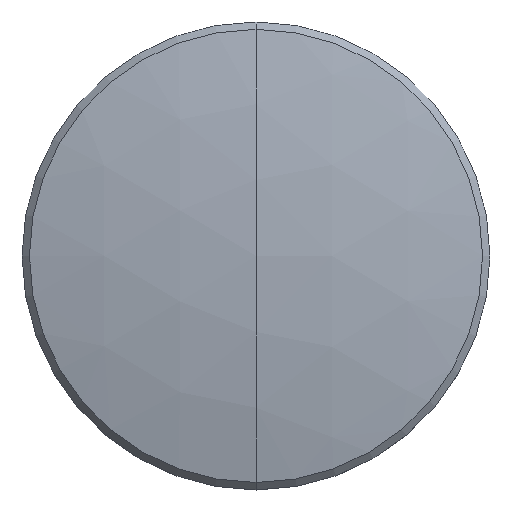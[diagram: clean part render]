
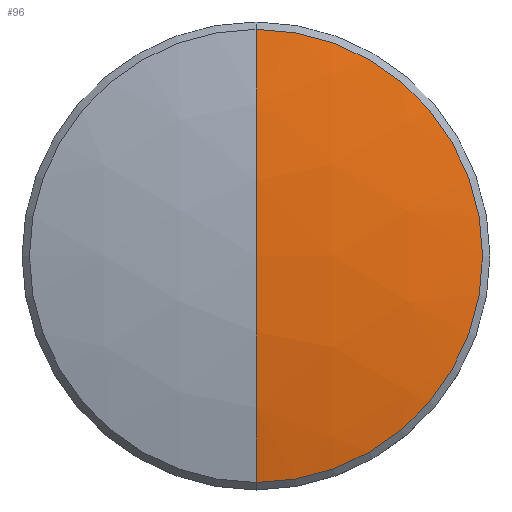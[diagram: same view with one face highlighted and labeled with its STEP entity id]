
A CAD part, top view. The second image highlights one B-rep face of the part: STEP entity #96.
In plain terms, the highlighted spherical face has radius 28.053 mm.
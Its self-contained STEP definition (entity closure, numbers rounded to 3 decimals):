
#3 = ORIENTED_EDGE ( 'NONE', *, *, #77, .F. ) ;
#12 = DIRECTION ( 'NONE',  ( 0., 1., 0. ) ) ;
#15 = DIRECTION ( 'NONE',  ( 0., 1., 0. ) ) ;
#22 = ORIENTED_EDGE ( 'NONE', *, *, #148, .T. ) ;
#31 = DIRECTION ( 'NONE',  ( 1., 0., 0. ) ) ;
#38 = AXIS2_PLACEMENT_3D ( 'NONE', #102, #170, #15 ) ;
#42 = CIRCLE ( 'NONE', #38, 6.15 ) ;
#62 = CIRCLE ( 'NONE', #191, 28.053 ) ;
#75 = CARTESIAN_POINT ( 'NONE',  ( 0., 0., -26.688 ) ) ;
#77 = EDGE_CURVE ( 'NONE', #87, #156, #62, .T. ) ;
#80 = CARTESIAN_POINT ( 'NONE',  ( 0., 0., 1.365 ) ) ;
#85 = CARTESIAN_POINT ( 'NONE',  ( 0., -6.15, 0.683 ) ) ;
#87 = VERTEX_POINT ( 'NONE', #80 ) ;
#91 = ORIENTED_EDGE ( 'NONE', *, *, #261, .F. ) ;
#96 = ADVANCED_FACE ( 'NONE', ( #119 ), #131, .T. ) ;
#102 = CARTESIAN_POINT ( 'NONE',  ( 0., 0., 0.683 ) ) ;
#114 = EDGE_LOOP ( 'NONE', ( #3, #22, #91 ) ) ;
#119 = FACE_OUTER_BOUND ( 'NONE', #114, .T. ) ;
#131 = SPHERICAL_SURFACE ( 'NONE', #292, 28.053 ) ;
#148 = EDGE_CURVE ( 'NONE', #87, #297, #243, .T. ) ;
#156 = VERTEX_POINT ( 'NONE', #214 ) ;
#160 = CARTESIAN_POINT ( 'NONE',  ( 0., 0., -26.688 ) ) ;
#170 = DIRECTION ( 'NONE',  ( 0., 0., -1. ) ) ;
#185 = DIRECTION ( 'NONE',  ( -1., 0., 0. ) ) ;
#191 = AXIS2_PLACEMENT_3D ( 'NONE', #75, #185, #257 ) ;
#205 = DIRECTION ( 'NONE',  ( 1., 0., 0. ) ) ;
#214 = CARTESIAN_POINT ( 'NONE',  ( 0., 6.15, 0.683 ) ) ;
#225 = AXIS2_PLACEMENT_3D ( 'NONE', #262, #31, #12 ) ;
#243 = CIRCLE ( 'NONE', #225, 28.053 ) ;
#256 = DIRECTION ( 'NONE',  ( 0., 1., 0. ) ) ;
#257 = DIRECTION ( 'NONE',  ( 0., 0., 1. ) ) ;
#261 = EDGE_CURVE ( 'NONE', #156, #297, #42, .T. ) ;
#262 = CARTESIAN_POINT ( 'NONE',  ( 0., 0., -26.688 ) ) ;
#292 = AXIS2_PLACEMENT_3D ( 'NONE', #160, #205, #256 ) ;
#297 = VERTEX_POINT ( 'NONE', #85 ) ;
